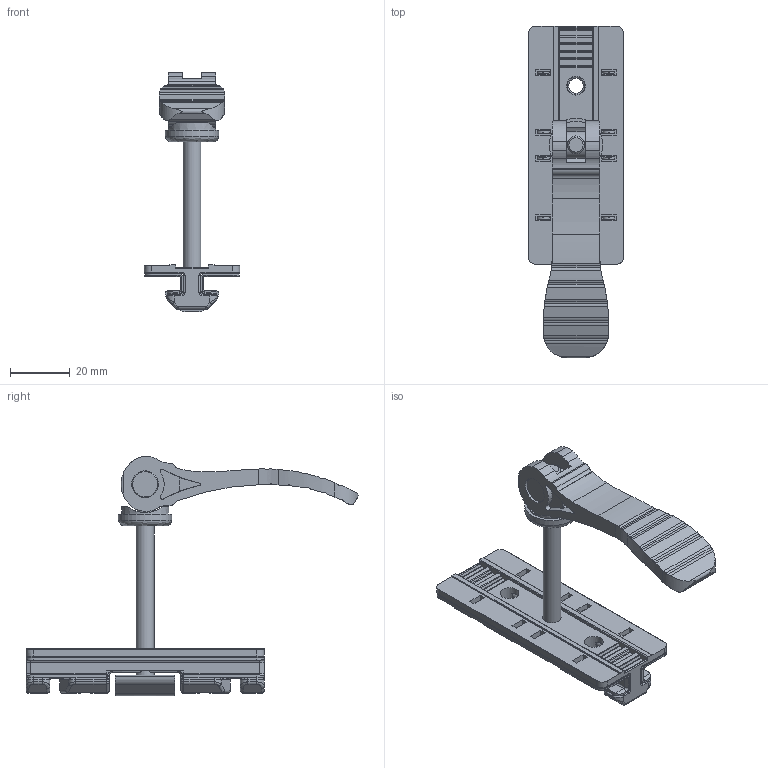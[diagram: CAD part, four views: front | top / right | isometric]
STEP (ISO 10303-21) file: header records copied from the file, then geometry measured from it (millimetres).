
FILE_DESCRIPTION (( 'STEP AP214' ), '1' );
FILE_NAME ('093PS0840S02.STEP', '2014-10-24T14:03:06', ( 'Admin' ), ( 'Hewlett-Packard Company' ), 'SwSTEP 2.0', 'SolidWorks 2014', '' );
FILE_SCHEMA (( 'AUTOMOTIVE_DESIGN' ));
Length unit declared in the file: millimetre
Products named in the file (6): 041CL72KM0655M; 096110s01_096110s02; 4din439bm06m_4din439bm06m; 093PS0840FR02_Standard; 093PS0840FR01_Standard; 093PS0840S02
Assembly tree (7 placements, depth 2):
  093PS0840S02
    093PS0840FR01_Standard
    093PS0840FR02_Standard  x2
    4din439bm06m_4din439bm06m  x2
    096110s01_096110s02
    041CL72KM0655M
Bounding box: 32 x 111.5 x 80.39 mm (x, y, z)
Volume: 28308.1 mm3; surface area: 26295.4 mm2
Topology: 11 solids, 11 shells, 739 faces, 1917 edges, 1185 vertices
Faces by surface type: cylinder 330, plane 265, torus 48, cone 45, bspline 31, sphere 20
Full cylindrical faces by diameter (mm): 4.917 x1, 5 x3, 5.25 x1, 6 x4, 6.2 x2, 6.3 x3, 9 x3, 16 x1, 18 x1
Entity records: 23079 total; most frequent: CARTESIAN_POINT 5668, ORIENTED_EDGE 3316, DIRECTION 3213, EDGE_CURVE 1658, AXIS2_PLACEMENT_3D 1189, VERTEX_POINT 1047, VECTOR 835, LINE 835
